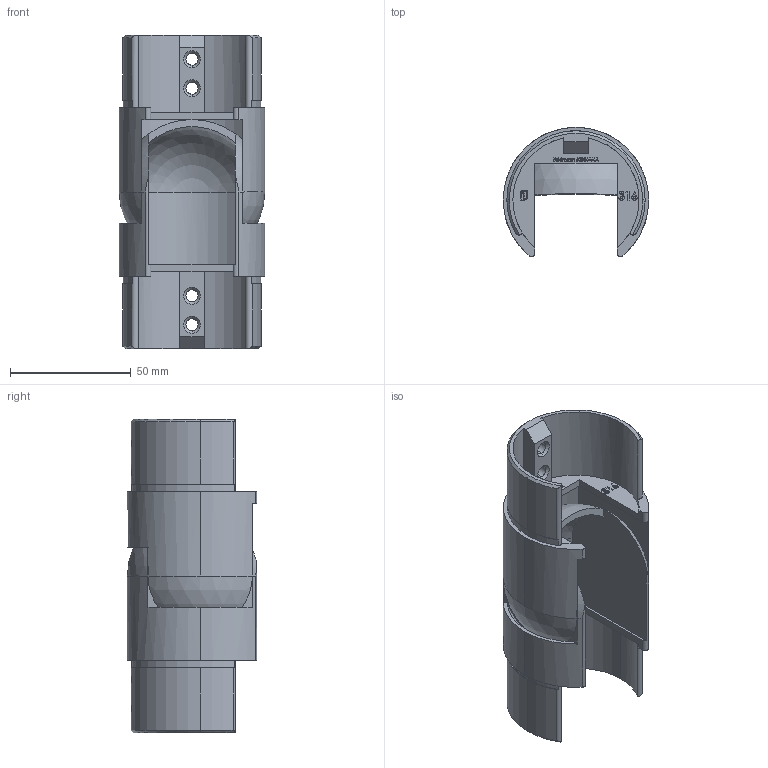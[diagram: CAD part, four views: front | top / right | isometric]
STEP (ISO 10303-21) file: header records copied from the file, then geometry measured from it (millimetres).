
FILE_DESCRIPTION (( 'STEP AP203' ), '1' );
FILE_NAME ('60354-V4A.STEP', '2020-12-04T11:49:37', ( '' ), ( '' ), 'SwSTEP 2.0', 'SolidWorks 2018', '' );
FILE_SCHEMA (( 'CONFIG_CONTROL_DESIGN' ));
Length unit declared in the file: millimetre
Products named in the file (6): 60354-V4A Teil2_60354-V4A Teil2; 60354-V4A; 60354-V4A Teil1_60354-V4A Teil1; 60354-V4A Teil2; 60354-V4A Teil1
Assembly tree (3 placements, depth 2):
  60354-V4A
    60354-V4A Teil2
  60354-V4A
    60354-V4A Teil1_60354-V4A Teil1
    60354-V4A Teil2_60354-V4A Teil2
  60354-V4A Teil1
Bounding box: 60.3 x 53.53 x 130 mm (x, y, z)
Volume: 84508.8 mm3; surface area: 49020.4 mm2
Topology: 2 solids, 2 shells, 499 faces, 1351 edges, 896 vertices
Faces by surface type: plane 251, bspline 178, cylinder 48, cone 14, sphere 8
Entity records: 28430 total; most frequent: CARTESIAN_POINT 16413, ORIENTED_EDGE 2700, DIRECTION 1772, EDGE_CURVE 1350, VERTEX_POINT 894, VECTOR 840, LINE 840, EDGE_LOOP 546
